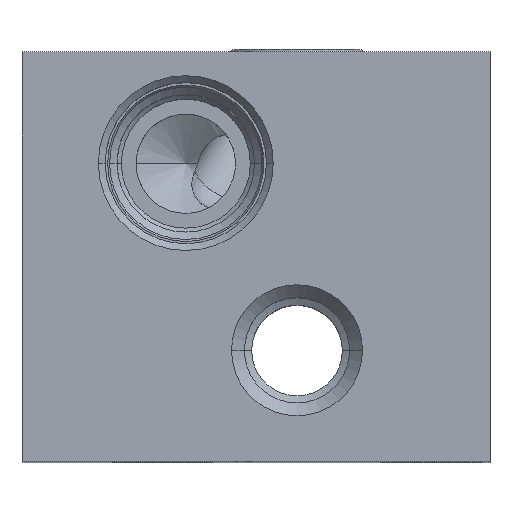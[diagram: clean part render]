
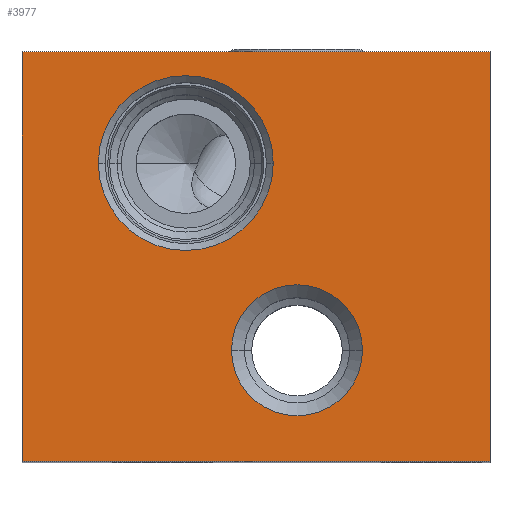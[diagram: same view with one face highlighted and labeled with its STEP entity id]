
A CAD part, top view. The second image highlights one B-rep face of the part: STEP entity #3977.
In plain terms, the highlighted planar face has unit normal (0, 0, 1).
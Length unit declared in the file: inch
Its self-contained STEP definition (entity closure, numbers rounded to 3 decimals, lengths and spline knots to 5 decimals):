
#113=DIRECTION('',(0.,-1.,0.));
#114=VECTOR('',#113,2.188);
#115=CARTESIAN_POINT('',(0.,0.,3.75));
#116=LINE('',#115,#114);
#117=DIRECTION('',(-1.,0.,0.));
#118=VECTOR('',#117,2.5);
#119=CARTESIAN_POINT('',(2.5,0.,3.75));
#120=LINE('',#119,#118);
#121=DIRECTION('',(0.,1.,0.));
#122=VECTOR('',#121,2.188);
#123=CARTESIAN_POINT('',(2.5,-2.188,3.75));
#124=LINE('',#123,#122);
#125=DIRECTION('',(1.,0.,0.));
#126=VECTOR('',#125,2.5);
#127=CARTESIAN_POINT('',(0.,-2.188,3.75));
#128=LINE('',#127,#126);
#129=CARTESIAN_POINT('',(1.469,-1.594,3.75));
#130=DIRECTION('',(0.,0.,-1.));
#131=DIRECTION('',(-1.,0.,0.));
#132=AXIS2_PLACEMENT_3D('',#129,#130,#131);
#134=CARTESIAN_POINT('',(1.469,-1.594,3.75));
#135=DIRECTION('',(0.,0.,-1.));
#136=DIRECTION('',(1.,0.,0.));
#137=AXIS2_PLACEMENT_3D('',#134,#135,#136);
#139=CARTESIAN_POINT('',(0.875,-0.594,3.75));
#140=DIRECTION('',(0.,0.,-1.));
#141=DIRECTION('',(-1.,0.,0.));
#142=AXIS2_PLACEMENT_3D('',#139,#140,#141);
#144=CARTESIAN_POINT('',(0.875,-0.594,3.75));
#145=DIRECTION('',(0.,0.,-1.));
#146=DIRECTION('',(1.,0.,0.));
#147=AXIS2_PLACEMENT_3D('',#144,#145,#146);
#3477=CARTESIAN_POINT('',(0.,0.,3.75));
#3478=CARTESIAN_POINT('',(0.,-2.188,3.75));
#3479=VERTEX_POINT('',#3477);
#3480=VERTEX_POINT('',#3478);
#3481=CARTESIAN_POINT('',(2.5,-2.188,3.75));
#3482=VERTEX_POINT('',#3481);
#3483=CARTESIAN_POINT('',(2.5,0.,3.75));
#3484=VERTEX_POINT('',#3483);
#3493=CARTESIAN_POINT('',(1.119,-1.594,3.75));
#3494=CARTESIAN_POINT('',(1.819,-1.594,3.75));
#3495=VERTEX_POINT('',#3493);
#3496=VERTEX_POINT('',#3494);
#3537=CARTESIAN_POINT('',(1.342,-0.594,3.75));
#3538=VERTEX_POINT('',#3537);
#3547=CARTESIAN_POINT('',(0.408,-0.594,3.75));
#3548=VERTEX_POINT('',#3547);
#3954=CARTESIAN_POINT('',(0.,0.,3.75));
#3955=DIRECTION('',(0.,0.,1.));
#3956=DIRECTION('',(1.,0.,0.));
#3957=AXIS2_PLACEMENT_3D('',#3954,#3955,#3956);
#3958=PLANE('',#3957);
#3959=ORIENTED_EDGE('',*,*,#3876,.F.);
#3960=ORIENTED_EDGE('',*,*,#3891,.F.);
#3961=ORIENTED_EDGE('',*,*,#3923,.F.);
#3962=ORIENTED_EDGE('',*,*,#3936,.F.);
#3963=EDGE_LOOP('',(#3959,#3960,#3961,#3962));
#3964=FACE_OUTER_BOUND('',#3963,.F.);
#3966=ORIENTED_EDGE('',*,*,#3965,.F.);
#3968=ORIENTED_EDGE('',*,*,#3967,.F.);
#3969=EDGE_LOOP('',(#3966,#3968));
#3970=FACE_BOUND('',#3969,.F.);
#3972=ORIENTED_EDGE('',*,*,#3971,.F.);
#3974=ORIENTED_EDGE('',*,*,#3973,.F.);
#3975=EDGE_LOOP('',(#3972,#3974));
#3976=FACE_BOUND('',#3975,.F.);
#3977=ADVANCED_FACE('',(#3964,#3970,#3976),#3958,.T.);
#133=CIRCLE('',#132,0.35);
#138=CIRCLE('',#137,0.35);
#143=CIRCLE('',#142,0.467);
#148=CIRCLE('',#147,0.467);
#3876=EDGE_CURVE('',#3479,#3480,#116,.T.);
#3891=EDGE_CURVE('',#3484,#3479,#120,.T.);
#3923=EDGE_CURVE('',#3482,#3484,#124,.T.);
#3936=EDGE_CURVE('',#3480,#3482,#128,.T.);
#3965=EDGE_CURVE('',#3495,#3496,#133,.T.);
#3967=EDGE_CURVE('',#3496,#3495,#138,.T.);
#3971=EDGE_CURVE('',#3548,#3538,#143,.T.);
#3973=EDGE_CURVE('',#3538,#3548,#148,.T.);
